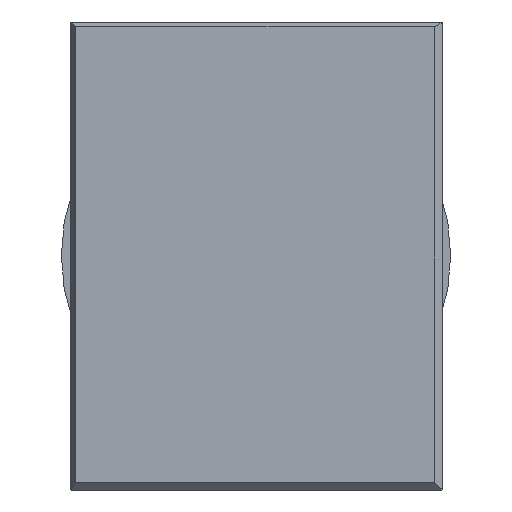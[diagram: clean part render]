
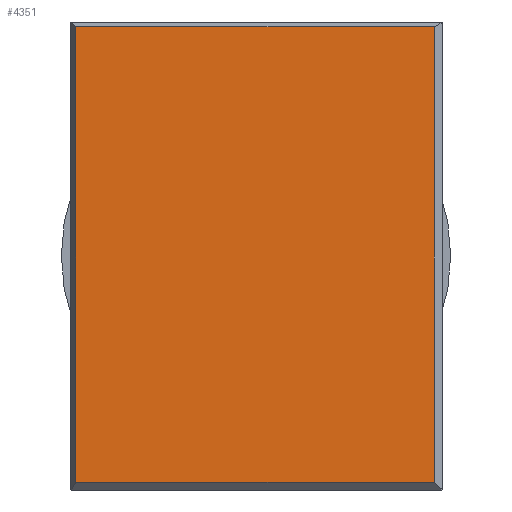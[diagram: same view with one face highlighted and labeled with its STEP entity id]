
A CAD part, left-side view. The second image highlights one B-rep face of the part: STEP entity #4351.
In plain terms, the highlighted planar face has unit normal (-1, 0, 0).
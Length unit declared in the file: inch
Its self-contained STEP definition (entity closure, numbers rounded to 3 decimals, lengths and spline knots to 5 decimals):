
#60 = VECTOR ( 'NONE', #2448, 39.37008 ) ;
#189 = LINE ( 'NONE', #1863, #60 ) ;
#243 = DIRECTION ( 'NONE',  ( -1., 0., 0. ) ) ;
#258 = EDGE_CURVE ( 'NONE', #3155, #807, #3180, .T. ) ;
#339 = VERTEX_POINT ( 'NONE', #3288 ) ;
#653 = EDGE_CURVE ( 'NONE', #1862, #339, #1952, .T. ) ;
#739 = AXIS2_PLACEMENT_3D ( 'NONE', #1879, #243, #2469 ) ;
#807 = VERTEX_POINT ( 'NONE', #2157 ) ;
#1530 = DIRECTION ( 'NONE',  ( 0., 0., -1. ) ) ;
#1862 = VERTEX_POINT ( 'NONE', #4362 ) ;
#1863 = CARTESIAN_POINT ( 'NONE',  ( -1.84, -0.515, 0.685 ) ) ;
#1879 = CARTESIAN_POINT ( 'NONE',  ( -1.84, 0., 0. ) ) ;
#1952 = LINE ( 'NONE', #4165, #2529 ) ;
#2145 = VECTOR ( 'NONE', #1530, 39.37008 ) ;
#2157 = CARTESIAN_POINT ( 'NONE',  ( -1.84, -0.515, -0.655 ) ) ;
#2236 = ORIENTED_EDGE ( 'NONE', *, *, #653, .T. ) ;
#2282 = VECTOR ( 'NONE', #6538, 39.37008 ) ;
#2448 = DIRECTION ( 'NONE',  ( 0., 0., 1. ) ) ;
#2469 = DIRECTION ( 'NONE',  ( 0., 0., 1. ) ) ;
#2529 = VECTOR ( 'NONE', #5832, 39.37008 ) ;
#2626 = EDGE_LOOP ( 'NONE', ( #2236, #4669, #6231, #5964 ) ) ;
#2891 = FACE_OUTER_BOUND ( 'NONE', #2626, .T. ) ;
#3155 = VERTEX_POINT ( 'NONE', #4161 ) ;
#3180 = LINE ( 'NONE', #5990, #2282 ) ;
#3288 = CARTESIAN_POINT ( 'NONE',  ( -1.84, 0.52089, 0.66151 ) ) ;
#3999 = EDGE_CURVE ( 'NONE', #339, #3155, #6507, .T. ) ;
#4161 = CARTESIAN_POINT ( 'NONE',  ( -1.84, 0.52089, -0.655 ) ) ;
#4165 = CARTESIAN_POINT ( 'NONE',  ( -1.84, 0., 0.66151 ) ) ;
#4351 = ADVANCED_FACE ( 'NONE', ( #2891 ), #6857, .T. ) ;
#4362 = CARTESIAN_POINT ( 'NONE',  ( -1.84, -0.515, 0.66151 ) ) ;
#4669 = ORIENTED_EDGE ( 'NONE', *, *, #3999, .T. ) ;
#4929 = EDGE_CURVE ( 'NONE', #807, #1862, #189, .T. ) ;
#5832 = DIRECTION ( 'NONE',  ( 0., 1., 0. ) ) ;
#5919 = CARTESIAN_POINT ( 'NONE',  ( -1.84, 0.52089, 0. ) ) ;
#5964 = ORIENTED_EDGE ( 'NONE', *, *, #4929, .T. ) ;
#5990 = CARTESIAN_POINT ( 'NONE',  ( -1.84, -0.545, -0.655 ) ) ;
#6231 = ORIENTED_EDGE ( 'NONE', *, *, #258, .T. ) ;
#6507 = LINE ( 'NONE', #5919, #2145 ) ;
#6538 = DIRECTION ( 'NONE',  ( 0., -1., 0. ) ) ;
#6857 = PLANE ( 'NONE',  #739 ) ;
